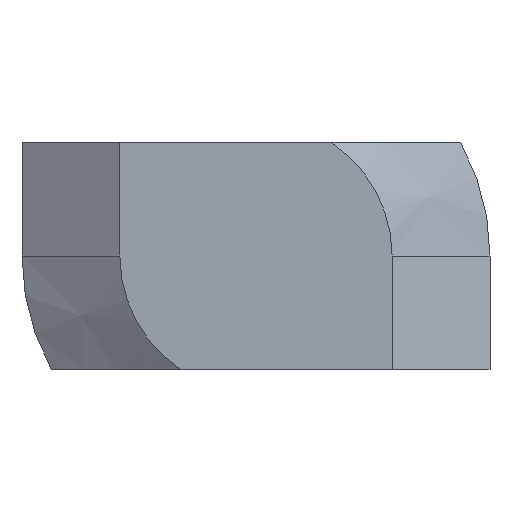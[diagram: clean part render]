
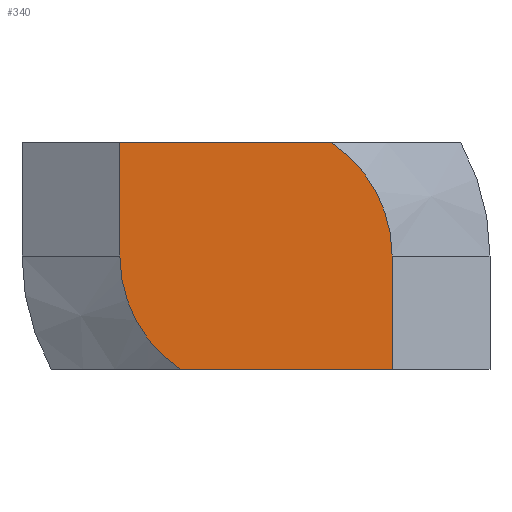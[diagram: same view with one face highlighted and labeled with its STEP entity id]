
A CAD part, front view. The second image highlights one B-rep face of the part: STEP entity #340.
In plain terms, the highlighted planar face has unit normal (0, -1, 0).
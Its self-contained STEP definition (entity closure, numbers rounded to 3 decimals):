
#4 = EDGE_CURVE ( 'NONE', #639, #709, #758, .T. ) ;
#19 = CARTESIAN_POINT ( 'NONE',  ( -4.8, 0., 4. ) ) ;
#24 = LINE ( 'NONE', #80, #494 ) ;
#51 = ORIENTED_EDGE ( 'NONE', *, *, #4, .T. ) ;
#80 = CARTESIAN_POINT ( 'NONE',  ( 8.25, 0., 4. ) ) ;
#81 = DIRECTION ( 'NONE',  ( 0., 0., 1. ) ) ;
#97 = DIRECTION ( 'NONE',  ( 1., 0., 0. ) ) ;
#100 = CARTESIAN_POINT ( 'NONE',  ( 4.8, 0., -4. ) ) ;
#132 = EDGE_CURVE ( 'NONE', #602, #639, #354, .T. ) ;
#139 = FACE_OUTER_BOUND ( 'NONE', #426, .T. ) ;
#167 = DIRECTION ( 'NONE',  ( 1., 0., 0. ) ) ;
#170 = ORIENTED_EDGE ( 'NONE', *, *, #572, .F. ) ;
#175 = VERTEX_POINT ( 'NONE', #367 ) ;
#199 = VECTOR ( 'NONE', #631, 1000. ) ;
#205 = DIRECTION ( 'NONE',  ( 0., 0., -1. ) ) ;
#231 = CARTESIAN_POINT ( 'NONE',  ( 0., 0., 0. ) ) ;
#235 = DIRECTION ( 'NONE',  ( 0., -1., 0. ) ) ;
#239 = CARTESIAN_POINT ( 'NONE',  ( 2.653, 0., 4. ) ) ;
#240 = ORIENTED_EDGE ( 'NONE', *, *, #757, .T. ) ;
#243 = VERTEX_POINT ( 'NONE', #239 ) ;
#318 = ORIENTED_EDGE ( 'NONE', *, *, #132, .T. ) ;
#332 = LINE ( 'NONE', #685, #199 ) ;
#340 = ADVANCED_FACE ( 'NONE', ( #139 ), #438, .F. ) ;
#354 = CIRCLE ( 'NONE', #393, 4.8 ) ;
#367 = CARTESIAN_POINT ( 'NONE',  ( -4.8, 0., 4. ) ) ;
#370 = DIRECTION ( 'NONE',  ( -1., 0., 0. ) ) ;
#378 = CARTESIAN_POINT ( 'NONE',  ( 8.25, 0., 4. ) ) ;
#393 = AXIS2_PLACEMENT_3D ( 'NONE', #231, #235, #370 ) ;
#426 = EDGE_LOOP ( 'NONE', ( #170, #723, #318, #51, #497, #240 ) ) ;
#430 = EDGE_CURVE ( 'NONE', #709, #732, #332, .T. ) ;
#436 = LINE ( 'NONE', #19, #468 ) ;
#438 = PLANE ( 'NONE',  #719 ) ;
#455 = CARTESIAN_POINT ( 'NONE',  ( 0., 0., 0. ) ) ;
#468 = VECTOR ( 'NONE', #205, 1000. ) ;
#483 = VECTOR ( 'NONE', #167, 1000. ) ;
#494 = VECTOR ( 'NONE', #549, 1000. ) ;
#497 = ORIENTED_EDGE ( 'NONE', *, *, #430, .T. ) ;
#511 = DIRECTION ( 'NONE',  ( 0., -1., 0. ) ) ;
#512 = CIRCLE ( 'NONE', #718, 4.8 ) ;
#528 = CARTESIAN_POINT ( 'NONE',  ( 8.25, 0., -4. ) ) ;
#549 = DIRECTION ( 'NONE',  ( 1., 0., 0. ) ) ;
#564 = CARTESIAN_POINT ( 'NONE',  ( -2.653, 0., -4. ) ) ;
#572 = EDGE_CURVE ( 'NONE', #175, #243, #24, .T. ) ;
#602 = VERTEX_POINT ( 'NONE', #734 ) ;
#628 = EDGE_CURVE ( 'NONE', #175, #602, #436, .T. ) ;
#631 = DIRECTION ( 'NONE',  ( 0., 0., 1. ) ) ;
#639 = VERTEX_POINT ( 'NONE', #564 ) ;
#677 = DIRECTION ( 'NONE',  ( 0., 1., 0. ) ) ;
#685 = CARTESIAN_POINT ( 'NONE',  ( 4.8, 0., -8.25 ) ) ;
#692 = CARTESIAN_POINT ( 'NONE',  ( 4.8, 0., 0. ) ) ;
#709 = VERTEX_POINT ( 'NONE', #100 ) ;
#718 = AXIS2_PLACEMENT_3D ( 'NONE', #455, #511, #97 ) ;
#719 = AXIS2_PLACEMENT_3D ( 'NONE', #378, #677, #81 ) ;
#723 = ORIENTED_EDGE ( 'NONE', *, *, #628, .T. ) ;
#732 = VERTEX_POINT ( 'NONE', #692 ) ;
#734 = CARTESIAN_POINT ( 'NONE',  ( -4.8, 0., 0. ) ) ;
#757 = EDGE_CURVE ( 'NONE', #732, #243, #512, .T. ) ;
#758 = LINE ( 'NONE', #528, #483 ) ;
